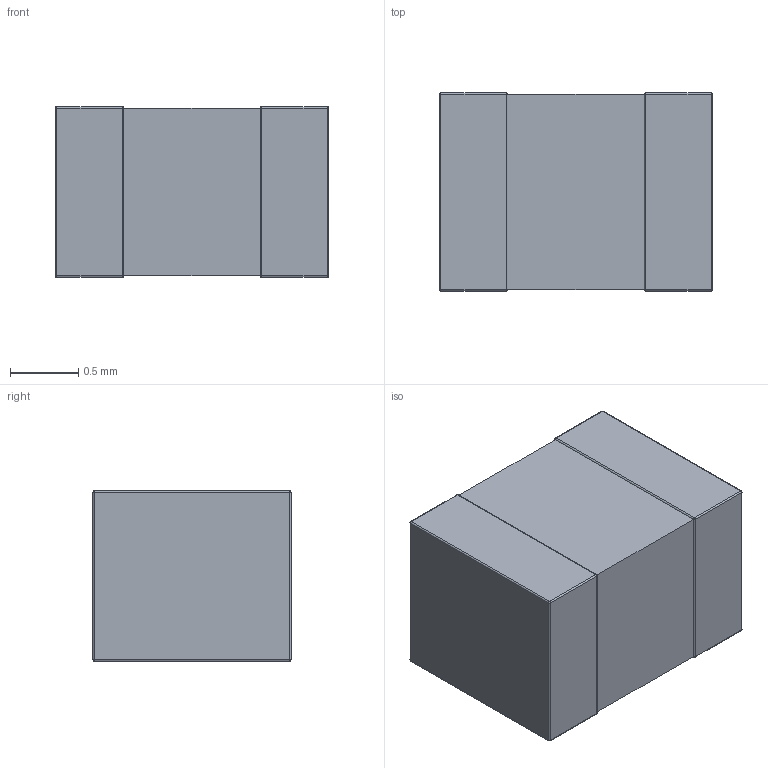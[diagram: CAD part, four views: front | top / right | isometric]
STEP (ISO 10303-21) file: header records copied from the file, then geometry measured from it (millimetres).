
FILE_DESCRIPTION (( 'STEP AP214' ), '1' );
FILE_NAME ('CC0805MKX5R5BB226.STEP', '2023-02-07T09:39:07', ( '' ), ( '' ), 'SwSTEP 2.0', 'SolidWorks 2017', '' );
FILE_SCHEMA (( 'AUTOMOTIVE_DESIGN' ));
Length unit declared in the file: millimetre
Products named in the file (1): CC0805MKX5R5BB226
Bounding box: 2 x 1.45 x 1.25 mm (x, y, z)
Volume: 3.6 mm3; surface area: 21.4 mm2
Topology: 3 solids, 3 shells, 58 faces, 124 edges, 56 vertices
Faces by surface type: cylinder 24, plane 18, sphere 16
Entity records: 1448 total; most frequent: DIRECTION 274, CARTESIAN_POINT 223, ORIENTED_EDGE 216, EDGE_CURVE 108, AXIS2_PLACEMENT_3D 107, LINE 60, VECTOR 60, EDGE_LOOP 58
